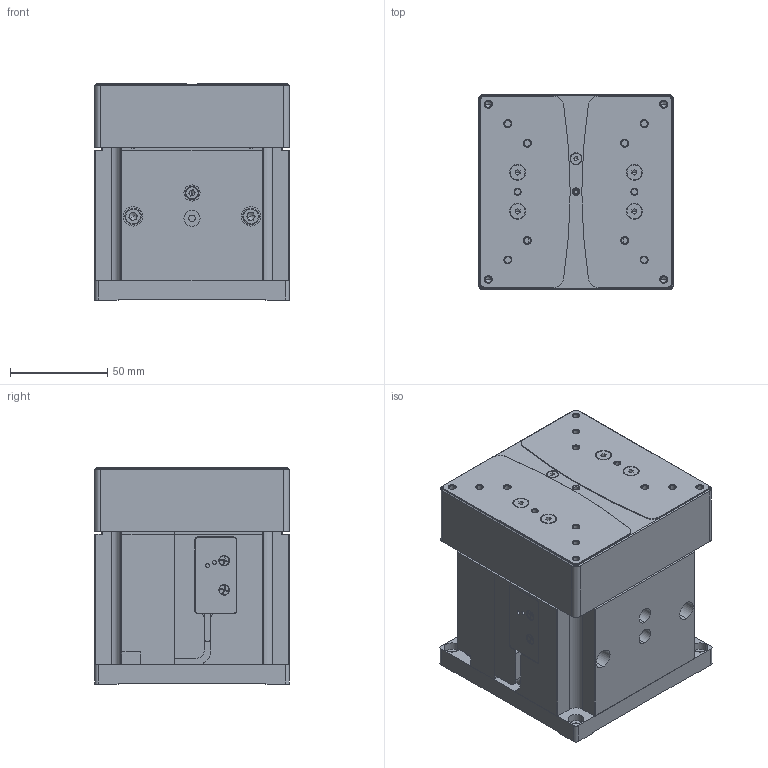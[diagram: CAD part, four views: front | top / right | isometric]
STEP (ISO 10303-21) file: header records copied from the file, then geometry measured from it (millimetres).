
FILE_DESCRIPTION (( 'STEP AP203' ), '1' );
FILE_NAME ('526967.STEP', '2025-07-21T09:32:05', ( '' ), ( '' ), 'SwSTEP 2.0', 'SolidWorks 2020', '' );
FILE_SCHEMA (( 'CONFIG_CONTROL_DESIGN' ));
Length unit declared in the file: millimetre
Products named in the file (23): socket head cap screw_din_DIN 912 M4 x 10 --- 10N; 絳寢盓殤-VS4-1025(T)-V4-20250623; hexagon socket button head screws gb_GB_SOCKET_TYPE7 M3X6-S; 酴肣奪3 X 6 ^VS4-1025(T)-V4-20250623_25; 菁釱-VS4-1025(T)-V4-20250623; socket countersunk head screw_din_DIN 7991 - M3 x 8 --- 4.8N; socket countersunk head screw_din_DIN 7991 - M4 x 12 --- 7.6N; 葩璃 VR4_80_7Z_ROLLER_CAGE^VR4_80HX7Z_0__AF1_ASM; hexagon socket head cap screws gb_GB_FASTENER_SCREWS_HSHCS M5X16-N; 葩璃 VR4_80_7Z_ROLLER_GUIDE^VR4_80HX7Z_0__AF1_ASM; 526967; socket head cap screw_din_DIN 912 M5 x 16 --- 16N; 复件 十字薄头M2.5X6(头5X0.9厚) ^VS4-1025T-V4-20250623-组装; VR4_80HX7Z_0__AF1_ASM; socket head cap screw_din_DIN 912 M4 x 20 --- 20N; 殑結輸-VS4-1025(T)-V4-20250623; 葩璃 VR4_80_7Z_ROLLER_GUIDE^VR4_80HX7Z_0__AF0_ASM; VR4_80HX7Z_0__AF0_ASM; 葩璃 VR4_80_7ZR1^VR4_80HX7Z_0__AF1_ASM; 怢醱-VS4-1025(T)-V4-20250704; 葩璃 VR4_80_7ZR1^VR4_80HX7Z_0__AF0_ASM; VS4-1025(T)-V4-20250623_VS4-1025TG-V3-20240808; 耜醱俋褲-VS4-1025T-V4-20250623
Assembly tree (50 placements, depth 4):
  526967
    VS4-1025(T)-V4-20250623_VS4-1025TG-V3-20240808
      菁釱-VS4-1025(T)-V4-20250623
      絳寢盓殤-VS4-1025(T)-V4-20250623
      耜醱俋褲-VS4-1025T-V4-20250623
      怢醱-VS4-1025(T)-V4-20250704
      殑結輸-VS4-1025(T)-V4-20250623
      VR4_80HX7Z_0__AF0_ASM
        葩璃 VR4_80_7Z_ROLLER_GUIDE^VR4_80HX7Z_0__AF0_ASM
        葩璃 VR4_80_7ZR1^VR4_80HX7Z_0__AF0_ASM
      VR4_80HX7Z_0__AF1_ASM
        葩璃 VR4_80_7Z_ROLLER_GUIDE^VR4_80HX7Z_0__AF1_ASM
        葩璃 VR4_80_7Z_ROLLER_CAGE^VR4_80HX7Z_0__AF1_ASM
        葩璃 VR4_80_7ZR1^VR4_80HX7Z_0__AF1_ASM
      酴肣奪3 X 6 ^VS4-1025(T)-V4-20250623_25  x4
    复件 十字薄头M2.5X6(头5X0.9厚) ^VS4-1025T-V4-20250623-组装  x2
    socket head cap screw_din_DIN 912 M5 x 16 --- 16N  x4
    socket head cap screw_din_DIN 912 M4 x 20 --- 20N  x5
    socket head cap screw_din_DIN 912 M4 x 10 --- 10N  x9
    hexagon socket button head screws gb_GB_SOCKET_TYPE7 M3X6-S  x4
    hexagon socket head cap screws gb_GB_FASTENER_SCREWS_HSHCS M5X16-N  x4
    socket countersunk head screw_din_DIN 7991 - M4 x 12 --- 7.6N  x4
    socket countersunk head screw_din_DIN 7991 - M3 x 8 --- 4.8N
Bounding box: 100 x 100 x 111 mm (x, y, z)
Volume: 550951.3 mm3; surface area: 200866.5 mm2
Topology: 46 solids, 52 shells, 2325 faces, 5553 edges, 3364 vertices
Faces by surface type: plane 929, cylinder 696, cone 574, torus 90, bspline 32, sphere 4
Entity records: 46401 total; most frequent: CARTESIAN_POINT 8593, DIRECTION 7638, ORIENTED_EDGE 6956, EDGE_CURVE 3482, AXIS2_PLACEMENT_3D 2849, VERTEX_POINT 2212, VECTOR 1940, LINE 1940
